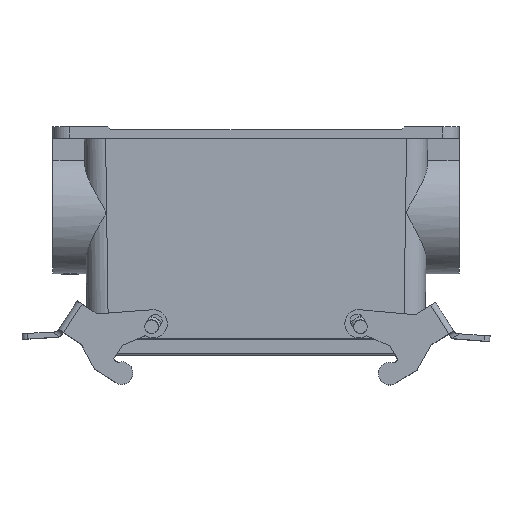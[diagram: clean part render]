
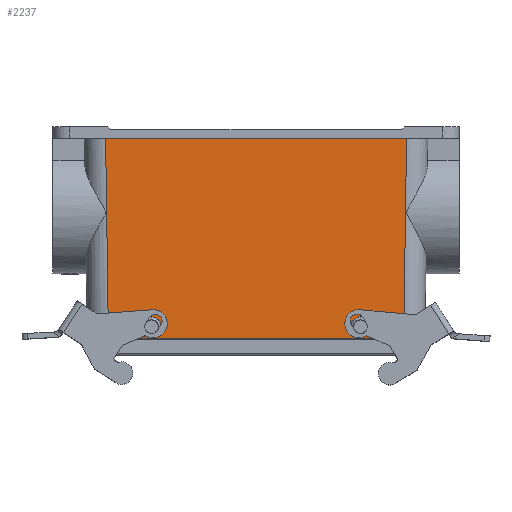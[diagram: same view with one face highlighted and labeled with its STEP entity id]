
A CAD part, top view. The second image highlights one B-rep face of the part: STEP entity #2237.
In plain terms, the highlighted planar face has unit normal (0, -0.011, 1).
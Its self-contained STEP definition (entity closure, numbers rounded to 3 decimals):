
#1741=CARTESIAN_POINT('',(52.3,-5.7,21.5));
#1742=VERTEX_POINT('',#1741);
#1750=CARTESIAN_POINT('',(-52.3,-5.7,21.5));
#1751=VERTEX_POINT('',#1750);
#1752=CARTESIAN_POINT('',(52.3,-5.7,21.5));
#1753=DIRECTION('',(-1.0,0.0,0.0));
#1754=VECTOR('',#1753,104.601);
#1755=LINE('',#1752,#1754);
#1756=EDGE_CURVE('',#1742,#1751,#1755,.T.);
#2117=CARTESIAN_POINT('',(59.8,-5.7,21.5));
#2118=DIRECTION('',(0.,0.011,-1.));
#2119=DIRECTION('',(-1.0,0.0,0.0));
#2120=AXIS2_PLACEMENT_3D('',#2117,#2118,#2119);
#2121=PLANE('',#2120);
#2122=CARTESIAN_POINT('',(53.3,65.25,22.3));
#2123=VERTEX_POINT('',#2122);
#2124=CARTESIAN_POINT('',(52.3,-5.7,21.5));
#2125=DIRECTION('',(0.014,1.,0.011));
#2126=VECTOR('',#2125,70.962);
#2127=LINE('',#2124,#2126);
#2128=EDGE_CURVE('',#1742,#2123,#2127,.T.);
#2129=ORIENTED_EDGE('',*,*,#2128,.T.);
#2130=CARTESIAN_POINT('',(-53.3,65.25,22.3));
#2131=VERTEX_POINT('',#2130);
#2132=CARTESIAN_POINT('',(53.3,65.25,22.3));
#2133=DIRECTION('',(-1.0,0.0,0.0));
#2134=VECTOR('',#2133,106.601);
#2135=LINE('',#2132,#2134);
#2136=EDGE_CURVE('',#2123,#2131,#2135,.T.);
#2137=ORIENTED_EDGE('',*,*,#2136,.T.);
#2138=CARTESIAN_POINT('',(-53.3,65.25,22.3));
#2139=DIRECTION('',(0.014,-1.,-0.011));
#2140=VECTOR('',#2139,70.962);
#2141=LINE('',#2138,#2140);
#2142=EDGE_CURVE('',#2131,#1751,#2141,.T.);
#2143=ORIENTED_EDGE('',*,*,#2142,.T.);
#2144=ORIENTED_EDGE('',*,*,#1756,.F.);
#2145=EDGE_LOOP('',(#2129,#2137,#2143,#2144));
#2146=FACE_OUTER_BOUND('',#2145,.T.);
#2147=CARTESIAN_POINT('',(-33.5,-1.55,21.547));
#2148=VERTEX_POINT('',#2147);
#2149=CARTESIAN_POINT('',(-40.5,-1.55,21.547));
#2150=VERTEX_POINT('',#2149);
#2151=CARTESIAN_POINT('',(-37.0,-1.55,21.547));
#2152=DIRECTION('',(0.,-0.011,1.));
#2153=DIRECTION('',(0.,1.,0.011));
#2154=AXIS2_PLACEMENT_3D('',#2151,#2152,#2153);
#2155=ELLIPSE('',#2154,3.5,3.5);
#2156=EDGE_CURVE('',#2148,#2150,#2155,.T.);
#2157=ORIENTED_EDGE('',*,*,#2156,.F.);
#2158=CARTESIAN_POINT('',(-35.0,-1.55,21.547));
#2159=VERTEX_POINT('',#2158);
#2160=CARTESIAN_POINT('',(-33.5,-1.55,21.547));
#2161=DIRECTION('',(-1.0,0.0,0.0));
#2162=VECTOR('',#2161,1.5);
#2163=LINE('',#2160,#2162);
#2164=EDGE_CURVE('',#2148,#2159,#2163,.T.);
#2165=ORIENTED_EDGE('',*,*,#2164,.T.);
#2166=CARTESIAN_POINT('',(-39.0,-1.55,21.547));
#2167=VERTEX_POINT('',#2166);
#2168=CARTESIAN_POINT('',(-35.0,-1.55,21.547));
#2169=CARTESIAN_POINT('',(-35.0,-2.103,21.547));
#2170=CARTESIAN_POINT('',(-35.195,-2.574,21.547));
#2171=CARTESIAN_POINT('',(-35.586,-2.964,21.547));
#2172=CARTESIAN_POINT('',(-35.976,-3.354,21.547));
#2173=CARTESIAN_POINT('',(-36.448,-3.55,21.547));
#2174=CARTESIAN_POINT('',(-37.0,-3.55,21.547));
#2175=CARTESIAN_POINT('',(-37.552,-3.55,21.547));
#2176=CARTESIAN_POINT('',(-38.024,-3.355,21.547));
#2177=CARTESIAN_POINT('',(-38.414,-2.964,21.547));
#2178=CARTESIAN_POINT('',(-38.804,-2.574,21.547));
#2179=CARTESIAN_POINT('',(-39.0,-2.102,21.547));
#2180=CARTESIAN_POINT('',(-39.0,-1.55,21.547));
#2181=B_SPLINE_CURVE_WITH_KNOTS('',3,(#2168,#2169,#2170,#2171,#2172,#2173,#2174,#2175,#2176,#2177,#2178,#2179,#2180),.UNSPECIFIED.,.F.,.U.,(4,3,3,3,4),(0.0,0.25,0.5,0.75,1.0),.UNSPECIFIED.);
#2182=EDGE_CURVE('',#2159,#2167,#2181,.T.);
#2183=ORIENTED_EDGE('',*,*,#2182,.T.);
#2184=CARTESIAN_POINT('',(-39.0,-1.55,21.547));
#2185=DIRECTION('',(-1.0,0.0,0.0));
#2186=VECTOR('',#2185,1.5);
#2187=LINE('',#2184,#2186);
#2188=EDGE_CURVE('',#2167,#2150,#2187,.T.);
#2189=ORIENTED_EDGE('',*,*,#2188,.T.);
#2190=EDGE_LOOP('',(#2157,#2165,#2183,#2189));
#2191=FACE_BOUND('',#2190,.T.);
#2192=CARTESIAN_POINT('',(40.5,-1.55,21.547));
#2193=VERTEX_POINT('',#2192);
#2194=CARTESIAN_POINT('',(33.5,-1.55,21.547));
#2195=VERTEX_POINT('',#2194);
#2196=CARTESIAN_POINT('',(37.0,-1.55,21.547));
#2197=DIRECTION('',(0.,-0.011,1.));
#2198=DIRECTION('',(0.,1.,0.011));
#2199=AXIS2_PLACEMENT_3D('',#2196,#2197,#2198);
#2200=ELLIPSE('',#2199,3.5,3.5);
#2201=EDGE_CURVE('',#2193,#2195,#2200,.T.);
#2202=ORIENTED_EDGE('',*,*,#2201,.F.);
#2203=CARTESIAN_POINT('',(39.0,-1.55,21.547));
#2204=VERTEX_POINT('',#2203);
#2205=CARTESIAN_POINT('',(39.0,-1.55,21.547));
#2206=DIRECTION('',(1.0,0.0,0.0));
#2207=VECTOR('',#2206,1.5);
#2208=LINE('',#2205,#2207);
#2209=EDGE_CURVE('',#2204,#2193,#2208,.T.);
#2210=ORIENTED_EDGE('',*,*,#2209,.F.);
#2211=CARTESIAN_POINT('',(35.0,-1.55,21.547));
#2212=VERTEX_POINT('',#2211);
#2213=CARTESIAN_POINT('',(35.0,-1.55,21.547));
#2214=CARTESIAN_POINT('',(35.0,-2.102,21.541));
#2215=CARTESIAN_POINT('',(35.196,-2.574,21.535));
#2216=CARTESIAN_POINT('',(35.586,-2.964,21.531));
#2217=CARTESIAN_POINT('',(35.976,-3.354,21.526));
#2218=CARTESIAN_POINT('',(36.448,-3.55,21.524));
#2219=CARTESIAN_POINT('',(37.,-3.55,21.524));
#2220=CARTESIAN_POINT('',(37.552,-3.55,21.524));
#2221=CARTESIAN_POINT('',(38.024,-3.354,21.526));
#2222=CARTESIAN_POINT('',(38.414,-2.964,21.531));
#2223=CARTESIAN_POINT('',(38.805,-2.574,21.535));
#2224=CARTESIAN_POINT('',(39.0,-2.103,21.541));
#2225=CARTESIAN_POINT('',(39.0,-1.55,21.547));
#2226=B_SPLINE_CURVE_WITH_KNOTS('',3,(#2213,#2214,#2215,#2216,#2217,#2218,#2219,#2220,#2221,#2222,#2223,#2224,#2225),.UNSPECIFIED.,.F.,.U.,(4,3,3,3,4),(0.0,0.25,0.5,0.75,1.0),.UNSPECIFIED.);
#2227=EDGE_CURVE('',#2212,#2204,#2226,.T.);
#2228=ORIENTED_EDGE('',*,*,#2227,.F.);
#2229=CARTESIAN_POINT('',(33.5,-1.55,21.547));
#2230=DIRECTION('',(1.0,0.0,0.0));
#2231=VECTOR('',#2230,1.5);
#2232=LINE('',#2229,#2231);
#2233=EDGE_CURVE('',#2195,#2212,#2232,.T.);
#2234=ORIENTED_EDGE('',*,*,#2233,.F.);
#2235=EDGE_LOOP('',(#2202,#2210,#2228,#2234));
#2236=FACE_BOUND('',#2235,.T.);
#2237=ADVANCED_FACE('',(#2146,#2191,#2236),#2121,.F.);
